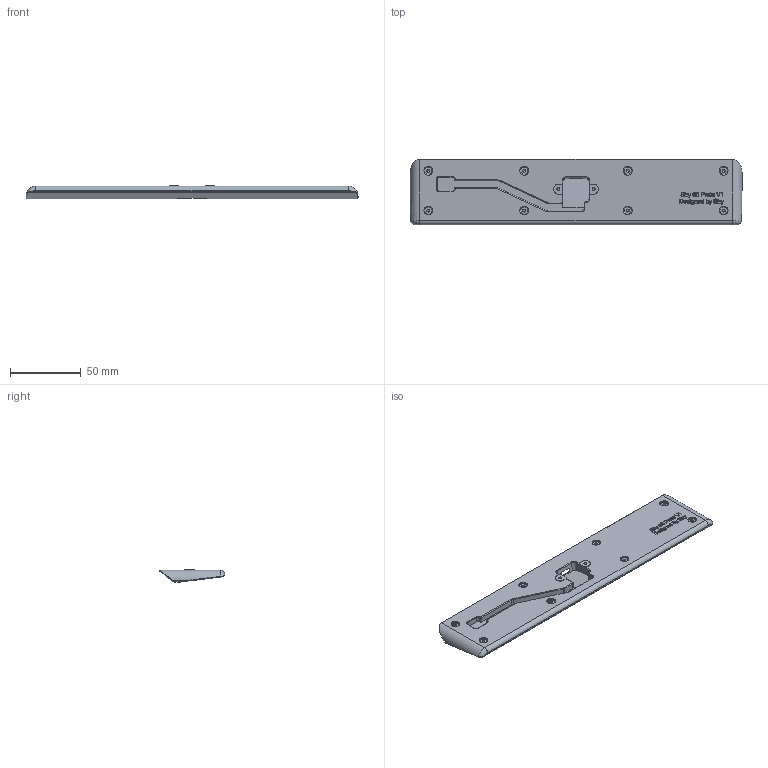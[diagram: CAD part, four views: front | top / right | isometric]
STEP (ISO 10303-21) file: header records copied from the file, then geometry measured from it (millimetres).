
FILE_DESCRIPTION(/* description */ (''),/* implementation_level */ '2;1');
FILE_NAME(/* name */ 'Shy60_V3_Proto_V1_Weight.step',/* time_stamp */ '2023-05-26T11:49:46+02:00',/* author */ (''),/* organization */ (''),/* preprocessor_version */ 'ST-DEVELOPER v19.2',/* originating_system */ 'Autodesk Translation Framework v12.4.0.73',/* authorisation */ '');
FILE_SCHEMA (('AUTOMOTIVE_DESIGN { 1 0 10303 214 3 1 1 }'));
Length unit declared in the file: millimetre
Products named in the file (1): Shy60_V3_Rev.9
Bounding box: 235.36 x 46.33 x 9.31 mm (x, y, z)
Volume: 60841.9 mm3; surface area: 25203.6 mm2
Topology: 1 solids, 1 shells, 733 faces, 1972 edges, 1285 vertices
Faces by surface type: bspline 404, plane 233, cylinder 56, cone 36, sphere 2, torus 2
Full cylindrical faces by diameter (mm): 2.075 x4, 2.076 x6, 5.2 x8
Entity records: 26776 total; most frequent: CARTESIAN_POINT 11119, ORIENTED_EDGE 3920, EDGE_CURVE 1960, DIRECTION 1954, VERTEX_POINT 1285, LINE 1018, VECTOR 1018, B_SPLINE_CURVE_WITH_KNOTS 804
